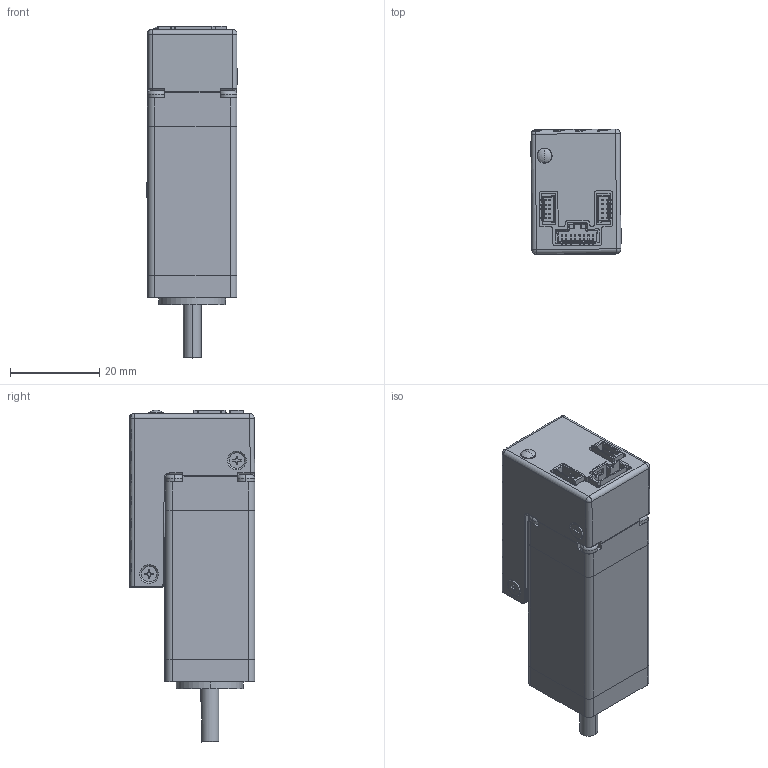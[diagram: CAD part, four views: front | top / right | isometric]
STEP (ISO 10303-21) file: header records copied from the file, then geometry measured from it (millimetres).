
FILE_DESCRIPTION((''),'2;1');
FILE_NAME('TSM08X2L-R0001_ASM','2023-03-17T10:58:34',('ms27526'),(''),'CREO PARAMETRIC BY PTC INC, 2018100','CREO PARAMETRIC BY PTC INC, 2018100','');
FILE_SCHEMA(('CONFIG_CONTROL_DESIGN'));
Products named in the file (319): 4713101003703-A1-220522_ASM_2_A; _1_1_10001_1_1_2_1_1_5_2; _1_1_1000_1_1_2_1_1_1_1; 6X4X12_1_1_1_1_2_1_1_1_1; NAME8__1_20001_ASM_1_1_2_ASM_1__ASM; ASM0014_ASM_1_1_2_ASM_1_ASM_1_A_ASM; ASM0009_ASM_1_ASM_1_ASM_ASM_1_A_ASM; 0007-1111_5_2_1_3; 6MM_1_100_1_1_2_6_1_3_7; ASM0008_ASM_1_ASM_1_ASM_ASM_5_A_ASM; 000_3; M20001_8_2; BOARD_2_1; BOARD_2_2; BOARD_2_ASM; PCB_ASM_1_ASM; 00_1; _1_00_3; NEMA80001_ASM_1_ASM_2_ASM_9_ASM; 4219122001385_93; 4219122001384_59; EMP2-32_3; M2X4_5; M1_6X4_7; 818_M1_6X4_3; 3698151100322TSM080001_9; BOARD_1_1; USER_LIBRARY-DFN-8-2_1; U5_ASM_1_ASM; 1004WVS-05AHF-XXXX_1; J3_ASM_1_ASM; J2_ASM_1_ASM; 1004WVS-08AHF-XXXX_1; J1_ASM_1_ASM; 1043076144_1; R4_ASM_1_ASM; R3_ASM_1_ASM; C59_ASM_1_ASM; C57_ASM_1_ASM; C56_ASM_1_ASM ...
Assembly tree (440 placements, depth 11):
  TSM08X2L-R0001_ASM
    4696351004813_ASM_41_ASM
      NEMA80001_ASM_1_ASM_2_ASM_9_ASM
        4713101003703-A1-220522_ASM_2_A
        ASM0008_ASM_1_ASM_1_ASM_ASM_5_A_ASM
          ASM0009_ASM_1_ASM_1_ASM_ASM_1_A_ASM
            ASM0014_ASM_1_1_2_ASM_1_ASM_1_A_ASM
              NAME8__1_20001_ASM_1_1_2_ASM_1__ASM
                _1_1_10001_1_1_2_1_1_5_2
                _1_1_1000_1_1_2_1_1_1_1
                6X4X12_1_1_1_1_2_1_1_1_1
          0007-1111_5_2_1_3
          6MM_1_100_1_1_2_6_1_3_7
        000_3
        M20001_8_2  x4
        PCB_ASM_1_ASM
          BOARD_2_ASM
            BOARD_2_1
            BOARD_2_2
        00_1
        _1_00_3
      4219122001385_93
      4219122001384_59
      EMP2-32_3
      M2X4_5  x4
      M1_6X4_7  x3
      818_M1_6X4_3  x2
      3698151100322TSM080001_9
      4713101003974-A0-221013_ASM_1_ASM
        PCB_1_ASM_1_ASM
          BOARD_1_1
          U5_ASM_1_ASM
            USER_LIBRARY-DFN-8-2_1
          J3_ASM_1_ASM
            1004WVS-05AHF-XXXX_1
          J2_ASM_1_ASM
            1004WVS-05AHF-XXXX_1
          J1_ASM_1_ASM
            1004WVS-08AHF-XXXX_1
          R4_ASM_1_ASM
            1043076144_1
          R3_ASM_1_ASM
            1043076144_1
          C59_ASM_1_ASM
            1043076144_1
          C57_ASM_1_ASM
            1043076144_1
          C56_ASM_1_ASM
            1043076144_1
          C10_ASM_1_ASM
            1043076144_1
          LED1_ASM_1_ASM
            4715401000083_ASM_1_ASM
              4715401000083_1_1
              4715401000083_2_1
              4715401000083_3_1
              4715401000083_4_1
              4715401000083_5_1
              4715401000083_6_1
          U2_ASM_1_ASM
Bounding box: 20.38 x 28.13 x 74.53 mm (x, y, z)
Volume: 18350.9 mm3; surface area: 28694.2 mm2
Topology: 261 solids, 284 shells, 7634 faces, 20804 edges, 13689 vertices
Faces by surface type: plane 5412, cylinder 1659, bspline 140, extrusion 128, torus 121, cone 114, sphere 60
Entity records: 189964 total; most frequent: CARTESIAN_POINT 47005, DIRECTION 29054, ORIENTED_EDGE 28920, EDGE_CURVE 14517, VECTOR 10546, LINE 10418, VERTEX_POINT 9553, AXIS2_PLACEMENT_3D 9254
